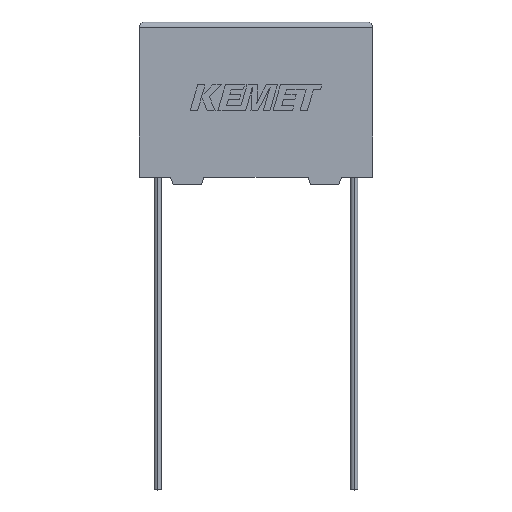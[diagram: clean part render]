
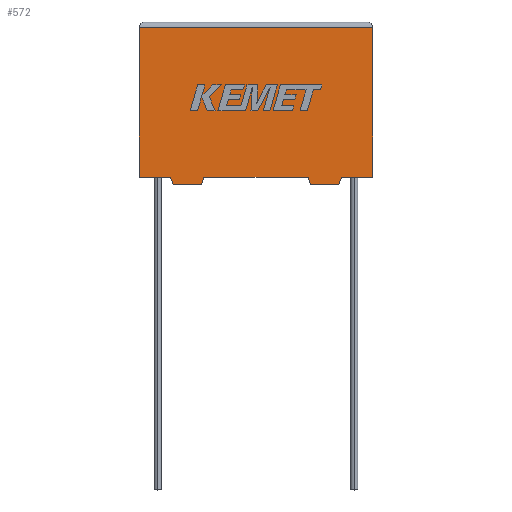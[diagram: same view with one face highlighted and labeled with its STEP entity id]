
A CAD part, top view. The second image highlights one B-rep face of the part: STEP entity #572.
In plain terms, the highlighted planar face has unit normal (0, 0, 1).
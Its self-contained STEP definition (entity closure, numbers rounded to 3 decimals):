
#16 = VERTEX_POINT ( 'NONE', #509 ) ;
#120 = ORIENTED_EDGE ( 'NONE', *, *, #2834, .T. ) ;
#145 = LINE ( 'NONE', #2331, #1295 ) ;
#257 = CARTESIAN_POINT ( 'NONE',  ( 3.913, -0.837, 10.2 ) ) ;
#260 = DIRECTION ( 'NONE',  ( -0.337, -0.941, 0. ) ) ;
#280 = LINE ( 'NONE', #314, #2943 ) ;
#314 = CARTESIAN_POINT ( 'NONE',  ( 0., 0., 10.2 ) ) ;
#399 = LINE ( 'NONE', #959, #1467 ) ;
#423 = EDGE_CURVE ( 'NONE', #16, #472, #1822, .T. ) ;
#440 = EDGE_CURVE ( 'NONE', #709, #521, #3244, .T. ) ;
#444 = DIRECTION ( 'NONE',  ( -1., 0., 0. ) ) ;
#453 = DIRECTION ( 'NONE',  ( 0., 0., -1. ) ) ;
#472 = VERTEX_POINT ( 'NONE', #1878 ) ;
#509 = CARTESIAN_POINT ( 'NONE',  ( 7.435, 0., 10.2 ) ) ;
#520 = LINE ( 'NONE', #1314, #2283 ) ;
#521 = VERTEX_POINT ( 'NONE', #951 ) ;
#528 = VERTEX_POINT ( 'NONE', #2186 ) ;
#569 = CARTESIAN_POINT ( 'NONE',  ( 3.613, 0., 10.2 ) ) ;
#572 = ADVANCED_FACE ( 'NONE', ( #1627 ), #2940, .F. ) ;
#592 = DIRECTION ( 'NONE',  ( -1., 0., 0. ) ) ;
#637 = ORIENTED_EDGE ( 'NONE', *, *, #917, .F. ) ;
#640 = CARTESIAN_POINT ( 'NONE',  ( 0., 0., 10.2 ) ) ;
#705 = VECTOR ( 'NONE', #2068, 1000. ) ;
#709 = VERTEX_POINT ( 'NONE', #1021 ) ;
#741 = DIRECTION ( 'NONE',  ( 1., 0., 0. ) ) ;
#745 = EDGE_LOOP ( 'NONE', ( #2630, #1480, #2910, #120, #2098, #1373, #1689, #1356, #637, #1731, #817, #3101 ) ) ;
#761 = CARTESIAN_POINT ( 'NONE',  ( 23.187, 0., 10.2 ) ) ;
#767 = CARTESIAN_POINT ( 'NONE',  ( 19.665, -0.837, 10.2 ) ) ;
#817 = ORIENTED_EDGE ( 'NONE', *, *, #876, .F. ) ;
#876 = EDGE_CURVE ( 'NONE', #2856, #2055, #2450, .T. ) ;
#893 = LINE ( 'NONE', #3247, #2448 ) ;
#914 = LINE ( 'NONE', #1991, #1119 ) ;
#917 = EDGE_CURVE ( 'NONE', #1951, #472, #1581, .T. ) ;
#929 = CARTESIAN_POINT ( 'NONE',  ( 0., 17.093, 10.2 ) ) ;
#951 = CARTESIAN_POINT ( 'NONE',  ( 26.8, 17.093, 10.2 ) ) ;
#959 = CARTESIAN_POINT ( 'NONE',  ( 7.135, -0.837, 10.2 ) ) ;
#980 = DIRECTION ( 'NONE',  ( 1., 0., 0. ) ) ;
#1003 = EDGE_CURVE ( 'NONE', #2645, #2084, #893, .T. ) ;
#1021 = CARTESIAN_POINT ( 'NONE',  ( 26.8, 0., 10.2 ) ) ;
#1119 = VECTOR ( 'NONE', #2251, 1000. ) ;
#1134 = DIRECTION ( 'NONE',  ( 0., 1., 0. ) ) ;
#1141 = AXIS2_PLACEMENT_3D ( 'NONE', #1931, #453, #444 ) ;
#1170 = EDGE_CURVE ( 'NONE', #1446, #528, #145, .T. ) ;
#1215 = EDGE_CURVE ( 'NONE', #2680, #1446, #2196, .T. ) ;
#1237 = CARTESIAN_POINT ( 'NONE',  ( 0., 0., 10.2 ) ) ;
#1294 = CARTESIAN_POINT ( 'NONE',  ( 22.887, -0.837, 10.2 ) ) ;
#1295 = VECTOR ( 'NONE', #2345, 1000. ) ;
#1314 = CARTESIAN_POINT ( 'NONE',  ( 22.887, -0.837, 10.2 ) ) ;
#1335 = EDGE_CURVE ( 'NONE', #2055, #1951, #520, .T. ) ;
#1347 = VECTOR ( 'NONE', #260, 1000. ) ;
#1356 = ORIENTED_EDGE ( 'NONE', *, *, #423, .T. ) ;
#1373 = ORIENTED_EDGE ( 'NONE', *, *, #1170, .T. ) ;
#1434 = VECTOR ( 'NONE', #980, 1000. ) ;
#1446 = VERTEX_POINT ( 'NONE', #257 ) ;
#1467 = VECTOR ( 'NONE', #2747, 1000. ) ;
#1480 = ORIENTED_EDGE ( 'NONE', *, *, #2996, .T. ) ;
#1581 = LINE ( 'NONE', #2486, #2757 ) ;
#1591 = CARTESIAN_POINT ( 'NONE',  ( 3.613, 0., 10.2 ) ) ;
#1627 = FACE_OUTER_BOUND ( 'NONE', #745, .T. ) ;
#1674 = LINE ( 'NONE', #1237, #1434 ) ;
#1689 = ORIENTED_EDGE ( 'NONE', *, *, #2872, .T. ) ;
#1731 = ORIENTED_EDGE ( 'NONE', *, *, #1335, .F. ) ;
#1822 = LINE ( 'NONE', #640, #2492 ) ;
#1878 = CARTESIAN_POINT ( 'NONE',  ( 19.365, 0., 10.2 ) ) ;
#1931 = CARTESIAN_POINT ( 'NONE',  ( 0., 0., 10.2 ) ) ;
#1951 = VERTEX_POINT ( 'NONE', #767 ) ;
#1991 = CARTESIAN_POINT ( 'NONE',  ( 0., 17.093, 10.2 ) ) ;
#2055 = VERTEX_POINT ( 'NONE', #1294 ) ;
#2068 = DIRECTION ( 'NONE',  ( 0.337, -0.941, 0. ) ) ;
#2084 = VERTEX_POINT ( 'NONE', #2870 ) ;
#2098 = ORIENTED_EDGE ( 'NONE', *, *, #1215, .T. ) ;
#2124 = VECTOR ( 'NONE', #1134, 1000. ) ;
#2186 = CARTESIAN_POINT ( 'NONE',  ( 7.135, -0.837, 10.2 ) ) ;
#2196 = LINE ( 'NONE', #569, #705 ) ;
#2214 = DIRECTION ( 'NONE',  ( 0., -1., 0. ) ) ;
#2219 = CARTESIAN_POINT ( 'NONE',  ( 23.187, 0., 10.2 ) ) ;
#2251 = DIRECTION ( 'NONE',  ( -1., 0., 0. ) ) ;
#2283 = VECTOR ( 'NONE', #592, 1000. ) ;
#2331 = CARTESIAN_POINT ( 'NONE',  ( 3.913, -0.837, 10.2 ) ) ;
#2345 = DIRECTION ( 'NONE',  ( 1., 0., 0. ) ) ;
#2435 = DIRECTION ( 'NONE',  ( 1., 0., 0. ) ) ;
#2448 = VECTOR ( 'NONE', #2214, 1000. ) ;
#2450 = LINE ( 'NONE', #761, #1347 ) ;
#2486 = CARTESIAN_POINT ( 'NONE',  ( 19.665, -0.837, 10.2 ) ) ;
#2492 = VECTOR ( 'NONE', #2435, 1000. ) ;
#2630 = ORIENTED_EDGE ( 'NONE', *, *, #440, .T. ) ;
#2645 = VERTEX_POINT ( 'NONE', #929 ) ;
#2680 = VERTEX_POINT ( 'NONE', #1591 ) ;
#2747 = DIRECTION ( 'NONE',  ( 0.337, 0.941, 0. ) ) ;
#2757 = VECTOR ( 'NONE', #2991, 1000. ) ;
#2834 = EDGE_CURVE ( 'NONE', #2084, #2680, #1674, .T. ) ;
#2856 = VERTEX_POINT ( 'NONE', #2219 ) ;
#2870 = CARTESIAN_POINT ( 'NONE',  ( 0., 0., 10.2 ) ) ;
#2872 = EDGE_CURVE ( 'NONE', #528, #16, #399, .T. ) ;
#2910 = ORIENTED_EDGE ( 'NONE', *, *, #1003, .T. ) ;
#2940 = PLANE ( 'NONE',  #1141 ) ;
#2942 = EDGE_CURVE ( 'NONE', #2856, #709, #280, .T. ) ;
#2943 = VECTOR ( 'NONE', #741, 1000. ) ;
#2991 = DIRECTION ( 'NONE',  ( -0.337, 0.941, 0. ) ) ;
#2996 = EDGE_CURVE ( 'NONE', #521, #2645, #914, .T. ) ;
#3101 = ORIENTED_EDGE ( 'NONE', *, *, #2942, .T. ) ;
#3173 = CARTESIAN_POINT ( 'NONE',  ( 26.8, 0., 10.2 ) ) ;
#3244 = LINE ( 'NONE', #3173, #2124 ) ;
#3247 = CARTESIAN_POINT ( 'NONE',  ( 0., 0., 10.2 ) ) ;
